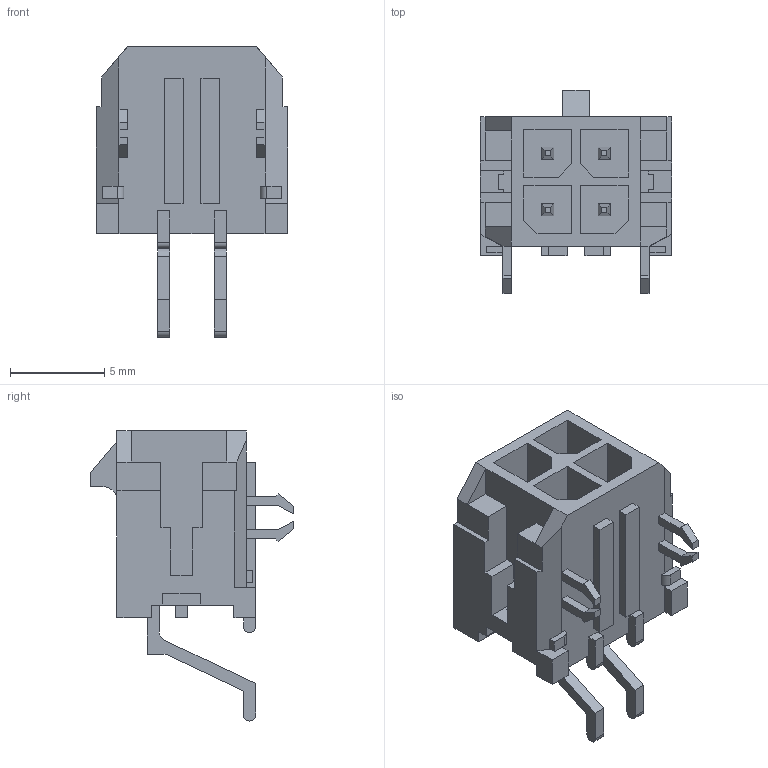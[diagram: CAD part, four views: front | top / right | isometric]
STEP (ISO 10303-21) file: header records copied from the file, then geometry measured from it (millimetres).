
FILE_DESCRIPTION((''),'2;1');
FILE_NAME('430450407','2020-04-16T',('gga'),(''),'PRO/ENGINEER BY PARAMETRIC TECHNOLOGY CORPORATION, 2016010','PRO/ENGINEER BY PARAMETRIC TECHNOLOGY CORPORATION, 2016010','');
FILE_SCHEMA(('CONFIG_CONTROL_DESIGN'));
Length unit declared in the file: millimetre
Products named in the file (1): 430450407
Bounding box: 10.15 x 10.77 x 15.4 mm (x, y, z)
Volume: 439.1 mm3; surface area: 938.7 mm2
Topology: 1 solids, 3 shells, 287 faces, 776 edges, 508 vertices
Faces by surface type: plane 278, cylinder 9
Entity records: 8781 total; most frequent: CARTESIAN_POINT 1548, ORIENTED_EDGE 1508, DIRECTION 1374, VECTOR 754, LINE 754, EDGE_CURVE 754, VERTEX_POINT 484, AXIS2_PLACEMENT_3D 310
